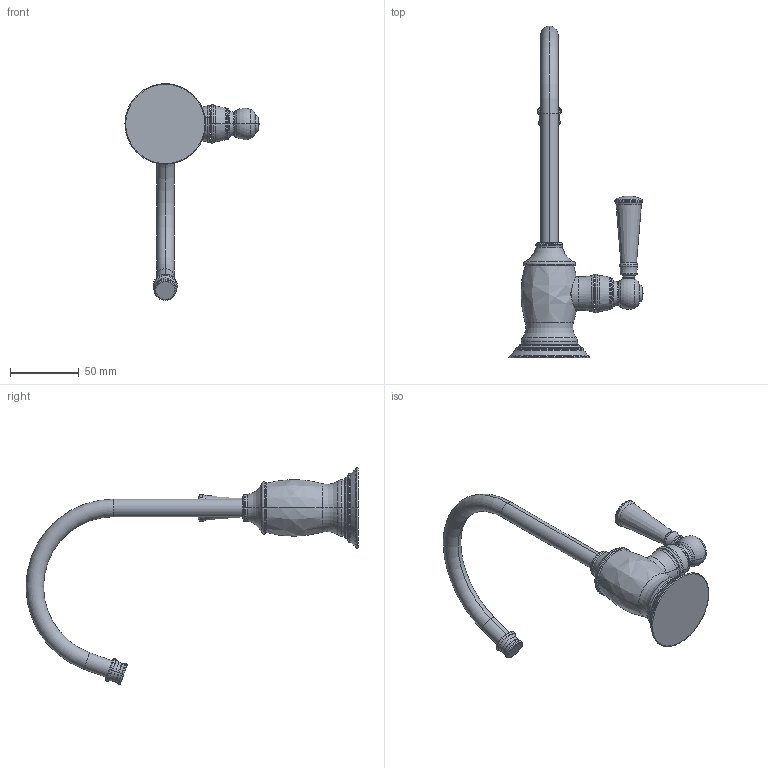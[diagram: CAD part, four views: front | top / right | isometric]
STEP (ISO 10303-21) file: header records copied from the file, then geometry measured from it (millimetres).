
FILE_DESCRIPTION((''),'2;1');
FILE_NAME('2470-5613','2021-04-21T14:30:34',('jinson.thomas'),(''),'CREO PARAMETRIC BY PTC INC, 2018400','CREO PARAMETRIC BY PTC INC, 2018400','');
FILE_SCHEMA(('CONFIG_CONTROL_DESIGN'));
Length unit declared in the file: inch
Products named in the file (1): 2470-5613
Bounding box: 97.14 x 240.59 x 157.08 mm (x, y, z)
Volume: 161433.7 mm3; surface area: 33457.3 mm2
Topology: 1 solids, 1 shells, 169 faces, 340 edges, 183 vertices
Faces by surface type: torus 114, cylinder 22, plane 15, bspline 12, sphere 4, cone 2
Entity records: 4730 total; most frequent: CARTESIAN_POINT 1004, DIRECTION 962, ORIENTED_EDGE 676, AXIS2_PLACEMENT_3D 469, EDGE_CURVE 338, CIRCLE 312, VERTEX_POINT 183, EDGE_LOOP 181
